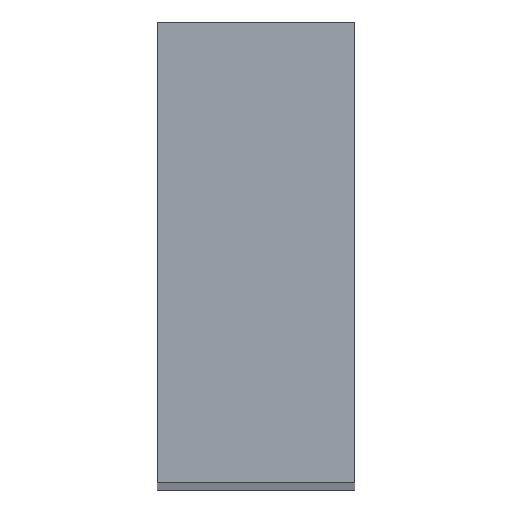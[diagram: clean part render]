
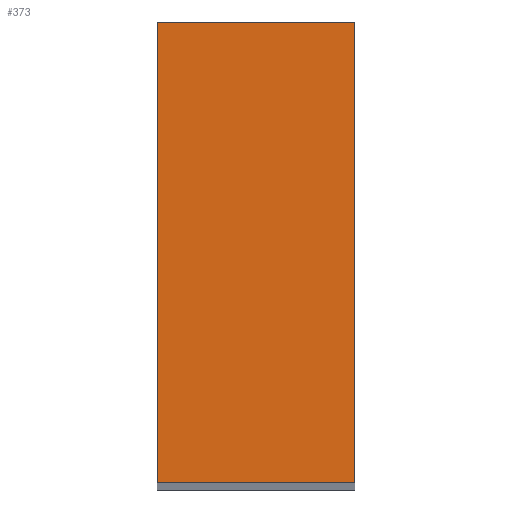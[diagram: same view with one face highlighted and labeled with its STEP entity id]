
A CAD part, top view. The second image highlights one B-rep face of the part: STEP entity #373.
In plain terms, the highlighted planar face has unit normal (0, 0, 1).
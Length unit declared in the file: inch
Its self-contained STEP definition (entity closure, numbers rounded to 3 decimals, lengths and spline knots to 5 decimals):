
#35=PLANE('',#429);
#63=FACE_OUTER_BOUND('',#99,.T.);
#99=EDGE_LOOP('',(#341,#342,#343,#344));
#117=LINE('',#623,#143);
#120=LINE('',#629,#146);
#123=LINE('',#635,#149);
#126=LINE('',#639,#152);
#143=VECTOR('',#523,0.3937);
#146=VECTOR('',#528,0.3937);
#149=VECTOR('',#533,0.3937);
#152=VECTOR('',#538,0.3937);
#199=VERTEX_POINT('',#620);
#200=VERTEX_POINT('',#622);
#202=VERTEX_POINT('',#628);
#204=VERTEX_POINT('',#634);
#243=EDGE_CURVE('',#200,#199,#117,.T.);
#246=EDGE_CURVE('',#202,#200,#120,.T.);
#249=EDGE_CURVE('',#204,#202,#123,.T.);
#252=EDGE_CURVE('',#199,#204,#126,.T.);
#341=ORIENTED_EDGE('',*,*,#252,.T.);
#342=ORIENTED_EDGE('',*,*,#249,.T.);
#343=ORIENTED_EDGE('',*,*,#246,.T.);
#344=ORIENTED_EDGE('',*,*,#243,.T.);
#373=ADVANCED_FACE('',(#63),#35,.T.);
#429=AXIS2_PLACEMENT_3D('',#640,#539,#540);
#523=DIRECTION('',(-1.,0.,0.));
#528=DIRECTION('',(0.,1.,0.));
#533=DIRECTION('',(1.,0.,0.));
#538=DIRECTION('',(0.,-1.,0.));
#539=DIRECTION('center_axis',(0.,0.,1.));
#540=DIRECTION('ref_axis',(1.,0.,0.));
#620=CARTESIAN_POINT('',(-7.75,3.5,31.5));
#622=CARTESIAN_POINT('',(-6.25,3.5,31.5));
#623=CARTESIAN_POINT('',(-6.25,3.5,31.5));
#628=CARTESIAN_POINT('',(-6.25,0.,31.5));
#629=CARTESIAN_POINT('',(-6.25,0.,31.5));
#634=CARTESIAN_POINT('',(-7.75,0.,31.5));
#635=CARTESIAN_POINT('',(-7.75,0.,31.5));
#639=CARTESIAN_POINT('',(-7.75,3.5,31.5));
#640=CARTESIAN_POINT('Origin',(-7.,1.75,31.5));
